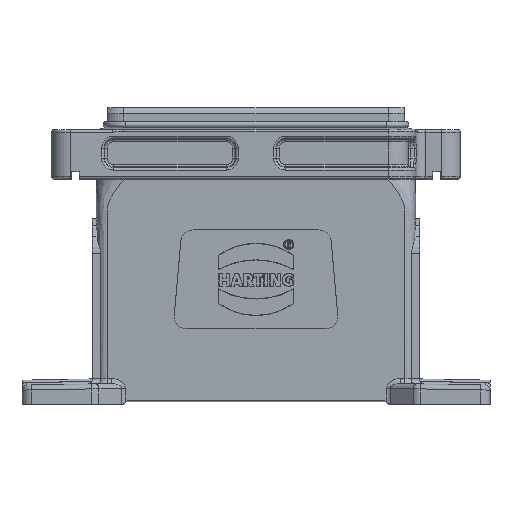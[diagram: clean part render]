
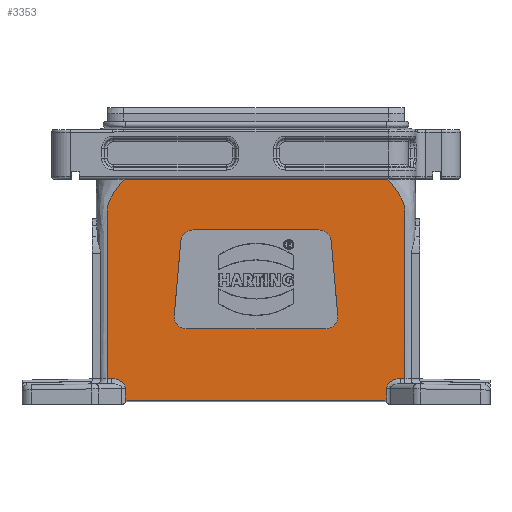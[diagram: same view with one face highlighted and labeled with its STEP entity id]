
A CAD part, front view. The second image highlights one B-rep face of the part: STEP entity #3353.
In plain terms, the highlighted planar face has unit normal (0, -1, 0).
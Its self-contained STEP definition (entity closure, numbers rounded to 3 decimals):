
#1482=(
BOUNDED_CURVE()
B_SPLINE_CURVE(3,(#31692,#31693,#31694,#31695,#31696,#31697,#31698,#31699,
#31700,#31701),.UNSPECIFIED.,.F.,.F.)
B_SPLINE_CURVE_WITH_KNOTS((4,3,3,4),(0.,0.569,0.6,1.),
 .UNSPECIFIED.)
CURVE()
GEOMETRIC_REPRESENTATION_ITEM()
RATIONAL_B_SPLINE_CURVE((1.,1.,1.,1.,1.,1.,1.,1.,1.,1.))
REPRESENTATION_ITEM('')
);
#1483=(
BOUNDED_CURVE()
B_SPLINE_CURVE(3,(#31705,#31706,#31707,#31708,#31709,#31710,#31711,#31712,
#31713,#31714),.UNSPECIFIED.,.F.,.F.)
B_SPLINE_CURVE_WITH_KNOTS((4,3,3,4),(0.,0.569,0.6,1.),
 .UNSPECIFIED.)
CURVE()
GEOMETRIC_REPRESENTATION_ITEM()
RATIONAL_B_SPLINE_CURVE((1.,1.,1.,1.,1.,1.,1.,1.,1.,1.))
REPRESENTATION_ITEM('')
);
#2709=ELLIPSE('',#19913,5.657,4.);
#2710=ELLIPSE('',#19914,5.657,4.);
#2711=ELLIPSE('',#19915,5.001,5.);
#2712=ELLIPSE('',#19916,5.001,5.);
#2713=ELLIPSE('',#19917,5.002,5.);
#2714=ELLIPSE('',#19918,5.002,5.);
#3353=ADVANCED_FACE('',(#4944,#4945),#4059,.T.);
#4059=PLANE('',#19919);
#4944=FACE_BOUND('',#5710,.T.);
#4945=FACE_BOUND('',#5711,.T.);
#5710=EDGE_LOOP('',(#9218,#9219,#9220,#9221,#9222,#9223,#9224,#9225,#9226,
#9227,#9228,#9229));
#5711=EDGE_LOOP('',(#9230,#9231,#9232,#9233,#9234,#9235,#9236,#9237));
#9218=ORIENTED_EDGE('',*,*,#14364,.F.);
#9219=ORIENTED_EDGE('',*,*,#14365,.T.);
#9220=ORIENTED_EDGE('',*,*,#14366,.T.);
#9221=ORIENTED_EDGE('',*,*,#14367,.T.);
#9222=ORIENTED_EDGE('',*,*,#14368,.F.);
#9223=ORIENTED_EDGE('',*,*,#14369,.T.);
#9224=ORIENTED_EDGE('',*,*,#14370,.T.);
#9225=ORIENTED_EDGE('',*,*,#14371,.T.);
#9226=ORIENTED_EDGE('',*,*,#14372,.T.);
#9227=ORIENTED_EDGE('',*,*,#14373,.F.);
#9228=ORIENTED_EDGE('',*,*,#14374,.F.);
#9229=ORIENTED_EDGE('',*,*,#14375,.F.);
#9230=ORIENTED_EDGE('',*,*,#14376,.F.);
#9231=ORIENTED_EDGE('',*,*,#14377,.T.);
#9232=ORIENTED_EDGE('',*,*,#14378,.T.);
#9233=ORIENTED_EDGE('',*,*,#14379,.T.);
#9234=ORIENTED_EDGE('',*,*,#14380,.T.);
#9235=ORIENTED_EDGE('',*,*,#14381,.T.);
#9236=ORIENTED_EDGE('',*,*,#14382,.F.);
#9237=ORIENTED_EDGE('',*,*,#14383,.F.);
#12231=VERTEX_POINT('',#31676);
#12232=VERTEX_POINT('',#31677);
#12233=VERTEX_POINT('',#31679);
#12234=VERTEX_POINT('',#31681);
#12235=VERTEX_POINT('',#31683);
#12236=VERTEX_POINT('',#31685);
#12237=VERTEX_POINT('',#31687);
#12238=VERTEX_POINT('',#31689);
#12239=VERTEX_POINT('',#31691);
#12240=VERTEX_POINT('',#31702);
#12241=VERTEX_POINT('',#31704);
#12242=VERTEX_POINT('',#31715);
#12243=VERTEX_POINT('',#31718);
#12244=VERTEX_POINT('',#31719);
#12245=VERTEX_POINT('',#31721);
#12246=VERTEX_POINT('',#31723);
#12247=VERTEX_POINT('',#31725);
#12248=VERTEX_POINT('',#31727);
#12249=VERTEX_POINT('',#31729);
#12250=VERTEX_POINT('',#31731);
#14364=EDGE_CURVE('',#12231,#12232,#2709,.T.);
#14365=EDGE_CURVE('',#12231,#12233,#16232,.T.);
#14366=EDGE_CURVE('',#12233,#12234,#16233,.T.);
#14367=EDGE_CURVE('',#12234,#12235,#16234,.T.);
#14368=EDGE_CURVE('',#12236,#12235,#16235,.T.);
#14369=EDGE_CURVE('',#12236,#12237,#16236,.T.);
#14370=EDGE_CURVE('',#12237,#12238,#2710,.T.);
#14371=EDGE_CURVE('',#12238,#12239,#16237,.T.);
#14372=EDGE_CURVE('',#12239,#12240,#1482,.T.);
#14373=EDGE_CURVE('',#12241,#12240,#16238,.T.);
#14374=EDGE_CURVE('',#12242,#12241,#1483,.T.);
#14375=EDGE_CURVE('',#12232,#12242,#16239,.T.);
#14376=EDGE_CURVE('',#12243,#12244,#2711,.T.);
#14377=EDGE_CURVE('',#12243,#12245,#16240,.T.);
#14378=EDGE_CURVE('',#12245,#12246,#2712,.T.);
#14379=EDGE_CURVE('',#12246,#12247,#16241,.T.);
#14380=EDGE_CURVE('',#12247,#12248,#2713,.T.);
#14381=EDGE_CURVE('',#12248,#12249,#16242,.T.);
#14382=EDGE_CURVE('',#12250,#12249,#2714,.T.);
#14383=EDGE_CURVE('',#12244,#12250,#16243,.T.);
#16232=LINE('',#31678,#17736);
#16233=LINE('',#31680,#17737);
#16234=LINE('',#31682,#17738);
#16235=LINE('',#31684,#17739);
#16236=LINE('',#31686,#17740);
#16237=LINE('',#31690,#17741);
#16238=LINE('',#31703,#17742);
#16239=LINE('',#31716,#17743);
#16240=LINE('',#31720,#17744);
#16241=LINE('',#31724,#17745);
#16242=LINE('',#31728,#17746);
#16243=LINE('',#31732,#17747);
#17736=VECTOR('',#23595,1.);
#17737=VECTOR('',#23596,1.);
#17738=VECTOR('',#23597,1.);
#17739=VECTOR('',#23598,1.);
#17740=VECTOR('',#23599,1.);
#17741=VECTOR('',#23602,1.);
#17742=VECTOR('',#23603,1.);
#17743=VECTOR('',#23604,1.);
#17744=VECTOR('',#23607,1.);
#17745=VECTOR('',#23610,1.);
#17746=VECTOR('',#23613,1.);
#17747=VECTOR('',#23616,1.);
#19913=AXIS2_PLACEMENT_3D('',#31675,#23593,#23594);
#19914=AXIS2_PLACEMENT_3D('',#31688,#23600,#23601);
#19915=AXIS2_PLACEMENT_3D('',#31717,#23605,#23606);
#19916=AXIS2_PLACEMENT_3D('',#31722,#23608,#23609);
#19917=AXIS2_PLACEMENT_3D('',#31726,#23611,#23612);
#19918=AXIS2_PLACEMENT_3D('',#31730,#23614,#23615);
#19919=AXIS2_PLACEMENT_3D('',#31733,#23617,#23618);
#23593=DIRECTION('',(0.,-1.,0.));
#23594=DIRECTION('',(1.,0.,0.017));
#23595=DIRECTION('',(0.,0.,-1.));
#23596=DIRECTION('',(0.707,0.,0.707));
#23597=DIRECTION('',(1.,0.,0.));
#23598=DIRECTION('',(-0.707,0.,0.707));
#23599=DIRECTION('',(0.,0.,1.));
#23600=DIRECTION('',(0.,1.,0.));
#23601=DIRECTION('',(-1.,0.,0.017));
#23602=DIRECTION('',(1.,0.,-0.017));
#23603=DIRECTION('',(1.,0.,0.));
#23604=DIRECTION('',(-1.,0.,-0.017));
#23605=DIRECTION('',(0.,-1.,0.));
#23606=DIRECTION('',(0.676,0.,-0.737));
#23607=DIRECTION('',(1.,0.,0.));
#23608=DIRECTION('',(0.,1.,0.));
#23609=DIRECTION('',(-0.676,0.,-0.737));
#23610=DIRECTION('',(0.087,0.,-0.996));
#23611=DIRECTION('',(0.,1.,0.));
#23612=DIRECTION('',(-0.737,0.,0.676));
#23613=DIRECTION('',(-1.,0.,0.));
#23614=DIRECTION('',(0.,-1.,0.));
#23615=DIRECTION('',(0.737,0.,0.676));
#23616=DIRECTION('',(-0.087,0.,-0.996));
#23617=DIRECTION('',(0.,-1.,0.));
#23618=DIRECTION('',(1.,0.,0.));
#31675=CARTESIAN_POINT('',(-58.428,-29.,-84.585));
#31676=CARTESIAN_POINT('',(-52.772,-29.,-84.535));
#31677=CARTESIAN_POINT('',(-58.498,-29.,-80.585));
#31678=CARTESIAN_POINT('',(-52.772,-29.,-91.));
#31679=CARTESIAN_POINT('',(-52.772,-29.,-90.172));
#31680=CARTESIAN_POINT('',(-26.3,-29.,-63.7));
#31681=CARTESIAN_POINT('',(-52.094,-29.,-89.494));
#31682=CARTESIAN_POINT('',(53.6,-29.,-89.494));
#31683=CARTESIAN_POINT('',(52.094,-29.,-89.494));
#31684=CARTESIAN_POINT('',(26.3,-29.,-63.7));
#31685=CARTESIAN_POINT('',(52.772,-29.,-90.172));
#31686=CARTESIAN_POINT('',(52.772,-29.,-86.627));
#31687=CARTESIAN_POINT('',(52.772,-29.,-84.535));
#31688=CARTESIAN_POINT('',(58.428,-29.,-84.585));
#31689=CARTESIAN_POINT('',(58.498,-29.,-80.585));
#31690=CARTESIAN_POINT('',(60.198,-29.,-80.615));
#31691=CARTESIAN_POINT('',(60.163,-29.,-80.614));
#31692=CARTESIAN_POINT('',(60.163,-29.,-248.05));
#31693=CARTESIAN_POINT('',(60.163,-29.,-169.7));
#31694=CARTESIAN_POINT('',(60.163,-29.,-91.35));
#31695=CARTESIAN_POINT('',(60.163,-29.,-13.));
#31696=CARTESIAN_POINT('',(60.163,-29.,-8.667));
#31697=CARTESIAN_POINT('',(56.724,-29.,-4.333));
#31698=CARTESIAN_POINT('',(53.284,-29.,0.));
#31699=CARTESIAN_POINT('',(9.533,-29.,55.122));
#31700=CARTESIAN_POINT('',(-34.219,-29.,110.244));
#31701=CARTESIAN_POINT('',(-77.97,-29.,165.366));
#31702=CARTESIAN_POINT('',(53.284,-29.,0.));
#31703=CARTESIAN_POINT('',(0.,-29.,0.));
#31704=CARTESIAN_POINT('',(-53.284,-29.,0.));
#31705=CARTESIAN_POINT('',(-60.163,-29.,-248.05));
#31706=CARTESIAN_POINT('',(-60.163,-29.,-169.7));
#31707=CARTESIAN_POINT('',(-60.163,-29.,-91.35));
#31708=CARTESIAN_POINT('',(-60.163,-29.,-13.));
#31709=CARTESIAN_POINT('',(-60.163,-29.,-8.667));
#31710=CARTESIAN_POINT('',(-56.724,-29.,-4.333));
#31711=CARTESIAN_POINT('',(-53.284,-29.,0.));
#31712=CARTESIAN_POINT('',(-9.533,-29.,55.122));
#31713=CARTESIAN_POINT('',(34.219,-29.,110.244));
#31714=CARTESIAN_POINT('',(77.97,-29.,165.366));
#31715=CARTESIAN_POINT('',(-60.163,-29.,-80.614));
#31716=CARTESIAN_POINT('',(-60.198,-29.,-80.615));
#31717=CARTESIAN_POINT('',(-25.418,-29.,-25.501));
#31718=CARTESIAN_POINT('',(-25.419,-29.,-20.5));
#31719=CARTESIAN_POINT('',(-30.399,-29.,-25.064));
#31720=CARTESIAN_POINT('',(0.,-29.,-20.5));
#31721=CARTESIAN_POINT('',(25.419,-29.,-20.5));
#31722=CARTESIAN_POINT('',(25.418,-29.,-25.501));
#31723=CARTESIAN_POINT('',(30.399,-29.,-25.064));
#31724=CARTESIAN_POINT('',(30.,-29.,-20.5));
#31725=CARTESIAN_POINT('',(33.024,-29.,-55.065));
#31726=CARTESIAN_POINT('',(28.042,-29.,-55.499));
#31727=CARTESIAN_POINT('',(28.044,-29.,-60.5));
#31728=CARTESIAN_POINT('',(33.5,-29.,-60.5));
#31729=CARTESIAN_POINT('',(-28.044,-29.,-60.5));
#31730=CARTESIAN_POINT('',(-28.042,-29.,-55.499));
#31731=CARTESIAN_POINT('',(-33.024,-29.,-55.065));
#31732=CARTESIAN_POINT('',(-30.,-29.,-20.5));
#31733=CARTESIAN_POINT('',(0.,-29.,-90.));
